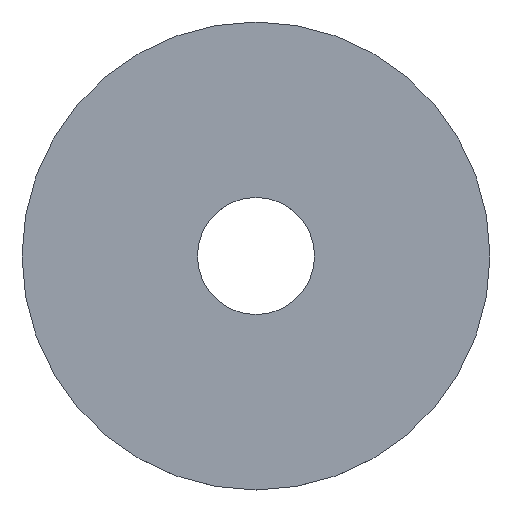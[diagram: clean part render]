
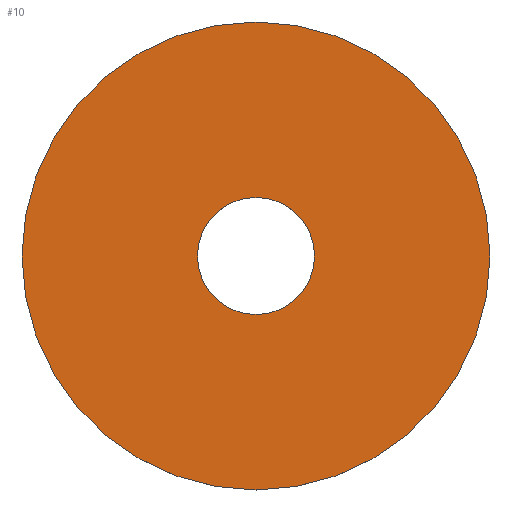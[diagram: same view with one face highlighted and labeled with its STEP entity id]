
A CAD part, top view. The second image highlights one B-rep face of the part: STEP entity #10.
In plain terms, the highlighted planar face has unit normal (0, 0, 1).
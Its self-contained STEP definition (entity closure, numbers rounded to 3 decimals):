
#4 = DIRECTION ( 'NONE',  ( 0., 1., 0. ) ) ;
#10 = ADVANCED_FACE ( 'NONE', ( #115, #161 ), #54, .T. ) ;
#12 = EDGE_LOOP ( 'NONE', ( #142 ) ) ;
#13 = VERTEX_POINT ( 'NONE', #62 ) ;
#25 = CARTESIAN_POINT ( 'NONE',  ( 0., 20., 0.8 ) ) ;
#29 = DIRECTION ( 'NONE',  ( 0., 0., 1. ) ) ;
#32 = EDGE_CURVE ( 'NONE', #36, #36, #164, .T. ) ;
#36 = VERTEX_POINT ( 'NONE', #25 ) ;
#50 = AXIS2_PLACEMENT_3D ( 'NONE', #67, #29, #51 ) ;
#51 = DIRECTION ( 'NONE',  ( 0., -1., 0. ) ) ;
#54 = PLANE ( 'NONE',  #50 ) ;
#60 = CARTESIAN_POINT ( 'NONE',  ( 0., 0., 0.8 ) ) ;
#62 = CARTESIAN_POINT ( 'NONE',  ( 0., 5., 0.8 ) ) ;
#67 = CARTESIAN_POINT ( 'NONE',  ( 0., 5., 0.8 ) ) ;
#69 = CARTESIAN_POINT ( 'NONE',  ( 0., 0., 0.8 ) ) ;
#84 = AXIS2_PLACEMENT_3D ( 'NONE', #69, #125, #158 ) ;
#94 = DIRECTION ( 'NONE',  ( 0., 0., -1. ) ) ;
#102 = EDGE_CURVE ( 'NONE', #13, #13, #150, .T. ) ;
#112 = EDGE_LOOP ( 'NONE', ( #139 ) ) ;
#115 = FACE_BOUND ( 'NONE', #112, .T. ) ;
#125 = DIRECTION ( 'NONE',  ( 0., 0., -1. ) ) ;
#139 = ORIENTED_EDGE ( 'NONE', *, *, #102, .T. ) ;
#142 = ORIENTED_EDGE ( 'NONE', *, *, #32, .F. ) ;
#150 = CIRCLE ( 'NONE', #84, 5. ) ;
#151 = AXIS2_PLACEMENT_3D ( 'NONE', #60, #94, #4 ) ;
#158 = DIRECTION ( 'NONE',  ( 0., 1., 0. ) ) ;
#161 = FACE_OUTER_BOUND ( 'NONE', #12, .T. ) ;
#164 = CIRCLE ( 'NONE', #151, 20. ) ;
